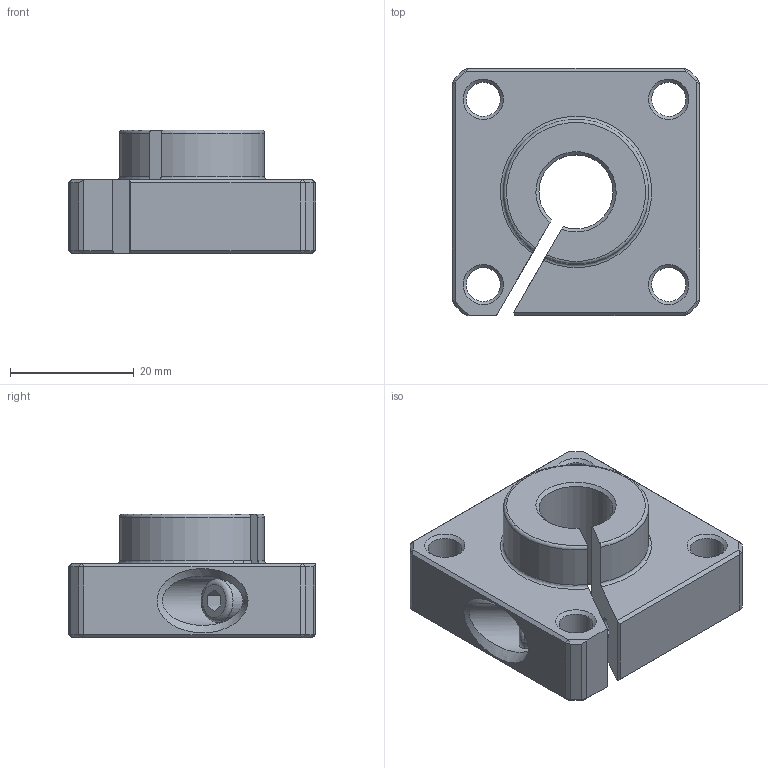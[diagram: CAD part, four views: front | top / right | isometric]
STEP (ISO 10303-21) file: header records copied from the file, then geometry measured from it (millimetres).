
FILE_DESCRIPTION(/* description */ ('Flanschwellenbock Gr. 12'),/* implementation_level */ '2;1');
FILE_NAME(/* name */ '190704-0.step',/* time_stamp */ '2021-08-19T08:33:39+02:00',/* author */ ('Praktikum'),/* organization */ (''),/* preprocessor_version */ 'ST-DEVELOPER v18.1',/* originating_system */ 'Autodesk Inventor 2021',/* authorisation */ '');
FILE_SCHEMA (('AUTOMOTIVE_DESIGN { 1 0 10303 214 3 1 1 }'));
Length unit declared in the file: millimetre
Products named in the file (1): leer
Bounding box: 40 x 40 x 20 mm (x, y, z)
Volume: 18037.1 mm3; surface area: 7424.8 mm2
Topology: 1 solids, 1 shells, 92 faces, 205 edges, 120 vertices
Faces by surface type: plane 66, cylinder 11, cone 11, torus 3, bspline 1
Full cylindrical faces by diameter (mm): 3.242 x2, 4.5 x1, 5.5 x4, 7 x1, 8 x1
Entity records: 2729 total; most frequent: CARTESIAN_POINT 716, ORIENTED_EDGE 408, DIRECTION 386, EDGE_CURVE 204, AXIS2_PLACEMENT_3D 132, LINE 122, VECTOR 122, VERTEX_POINT 120
